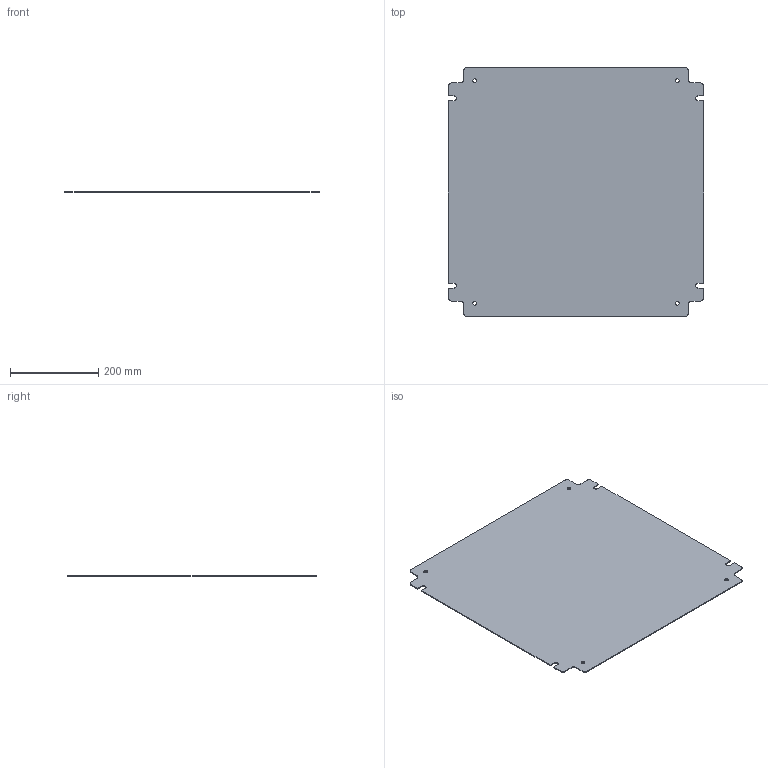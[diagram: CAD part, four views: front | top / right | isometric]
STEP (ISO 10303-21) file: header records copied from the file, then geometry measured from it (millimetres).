
FILE_DESCRIPTION (( 'STEP AP214' ), '1' );
FILE_NAME ('942.166 沓艜馰縺 櫡翴錪 W600H600.STEP', '2024-04-05T11:36:23', ( '' ), ( '' ), 'SwSTEP 2.0', 'SolidWorks 2021', '' );
FILE_SCHEMA (( 'AUTOMOTIVE_DESIGN' ));
Length unit declared in the file: millimetre
Products named in the file (1): 942.166 沓艜馰縺 櫡翴錪 W600H600
Bounding box: 580 x 565 x 2 mm (x, y, z)
Volume: 643459.4 mm3; surface area: 648432.9 mm2
Topology: 1 solids, 1 shells, 52 faces, 150 edges, 100 vertices
Faces by surface type: cylinder 26, plane 26
Entity records: 1776 total; most frequent: DIRECTION 308, CARTESIAN_POINT 303, ORIENTED_EDGE 300, EDGE_CURVE 150, AXIS2_PLACEMENT_3D 105, VERTEX_POINT 100, VECTOR 98, LINE 98
